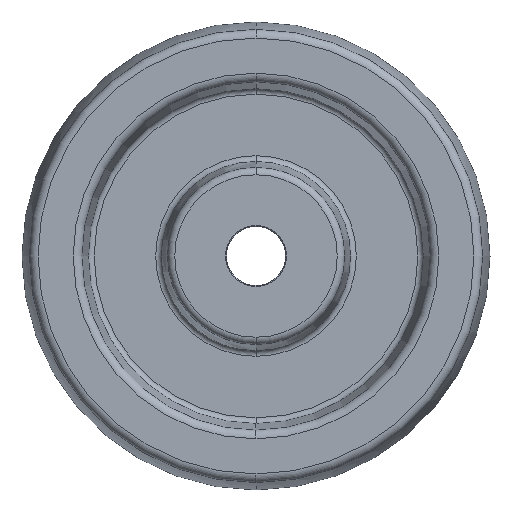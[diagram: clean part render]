
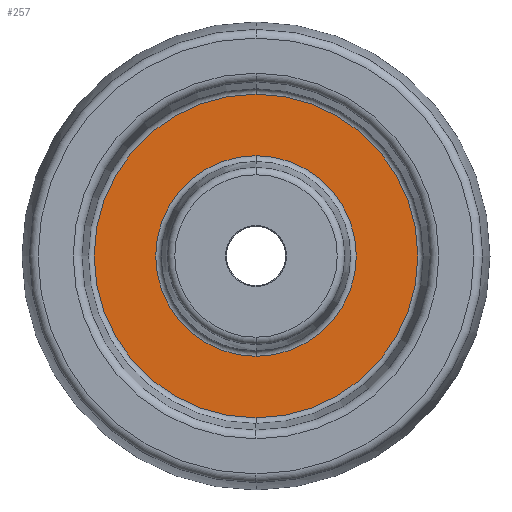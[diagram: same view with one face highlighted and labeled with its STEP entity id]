
A CAD part, left-side view. The second image highlights one B-rep face of the part: STEP entity #257.
In plain terms, the highlighted planar face has unit normal (-1, 0, 0).
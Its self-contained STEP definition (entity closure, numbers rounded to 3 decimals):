
#15 = CARTESIAN_POINT ( 'NONE',  ( -79.374, 75.286, -69.08 ) ) ;
#201 = EDGE_CURVE ( 'NONE', #427, #1357, #393, .T. ) ;
#257 = ADVANCED_FACE ( 'NONE', ( #1047, #1007 ), #1303, .T. ) ;
#393 = CIRCLE ( 'NONE', #1358, 55.331 ) ;
#427 = VERTEX_POINT ( 'NONE', #15 ) ;
#430 = AXIS2_PLACEMENT_3D ( 'NONE', #1234, #1397, #561 ) ;
#474 = DIRECTION ( 'NONE',  ( -1., 0., 0. ) ) ;
#561 = DIRECTION ( 'NONE',  ( 0., 0., 1. ) ) ;
#590 = CARTESIAN_POINT ( 'NONE',  ( -79.374, 75.286, -48.03 ) ) ;
#621 = DIRECTION ( 'NONE',  ( 0., 0., 1. ) ) ;
#758 = ORIENTED_EDGE ( 'NONE', *, *, #201, .T. ) ;
#761 = DIRECTION ( 'NONE',  ( 0., 0., 1. ) ) ;
#774 = CARTESIAN_POINT ( 'NONE',  ( -79.374, 75.286, 41.582 ) ) ;
#786 = EDGE_LOOP ( 'NONE', ( #981, #1366 ) ) ;
#952 = AXIS2_PLACEMENT_3D ( 'NONE', #1721, #1734, #1710 ) ;
#977 = CARTESIAN_POINT ( 'NONE',  ( -79.374, 75.286, -13.749 ) ) ;
#981 = ORIENTED_EDGE ( 'NONE', *, *, #1681, .T. ) ;
#1007 = FACE_OUTER_BOUND ( 'NONE', #1253, .T. ) ;
#1047 = FACE_BOUND ( 'NONE', #786, .T. ) ;
#1092 = CIRCLE ( 'NONE', #952, 34.281 ) ;
#1104 = DIRECTION ( 'NONE',  ( 0., 0., 1. ) ) ;
#1144 = VERTEX_POINT ( 'NONE', #1339 ) ;
#1163 = CARTESIAN_POINT ( 'NONE',  ( -79.374, 132.286, -13.749 ) ) ;
#1206 = VERTEX_POINT ( 'NONE', #590 ) ;
#1234 = CARTESIAN_POINT ( 'NONE',  ( -79.374, 75.286, -13.749 ) ) ;
#1253 = EDGE_LOOP ( 'NONE', ( #1292, #758 ) ) ;
#1292 = ORIENTED_EDGE ( 'NONE', *, *, #1852, .T. ) ;
#1303 = PLANE ( 'NONE',  #1460 ) ;
#1331 = DIRECTION ( 'NONE',  ( -1., 0., 0. ) ) ;
#1339 = CARTESIAN_POINT ( 'NONE',  ( -79.374, 75.286, 20.532 ) ) ;
#1344 = CARTESIAN_POINT ( 'NONE',  ( -79.374, 75.286, -13.749 ) ) ;
#1357 = VERTEX_POINT ( 'NONE', #774 ) ;
#1358 = AXIS2_PLACEMENT_3D ( 'NONE', #977, #1865, #1104 ) ;
#1366 = ORIENTED_EDGE ( 'NONE', *, *, #1493, .T. ) ;
#1375 = CIRCLE ( 'NONE', #430, 34.281 ) ;
#1397 = DIRECTION ( 'NONE',  ( 1., 0., 0. ) ) ;
#1406 = CIRCLE ( 'NONE', #1664, 55.331 ) ;
#1460 = AXIS2_PLACEMENT_3D ( 'NONE', #1163, #474, #621 ) ;
#1493 = EDGE_CURVE ( 'NONE', #1206, #1144, #1092, .T. ) ;
#1664 = AXIS2_PLACEMENT_3D ( 'NONE', #1344, #1331, #761 ) ;
#1681 = EDGE_CURVE ( 'NONE', #1144, #1206, #1375, .T. ) ;
#1710 = DIRECTION ( 'NONE',  ( 0., 0., 1. ) ) ;
#1721 = CARTESIAN_POINT ( 'NONE',  ( -79.374, 75.286, -13.749 ) ) ;
#1734 = DIRECTION ( 'NONE',  ( 1., 0., 0. ) ) ;
#1852 = EDGE_CURVE ( 'NONE', #1357, #427, #1406, .T. ) ;
#1865 = DIRECTION ( 'NONE',  ( -1., 0., 0. ) ) ;
